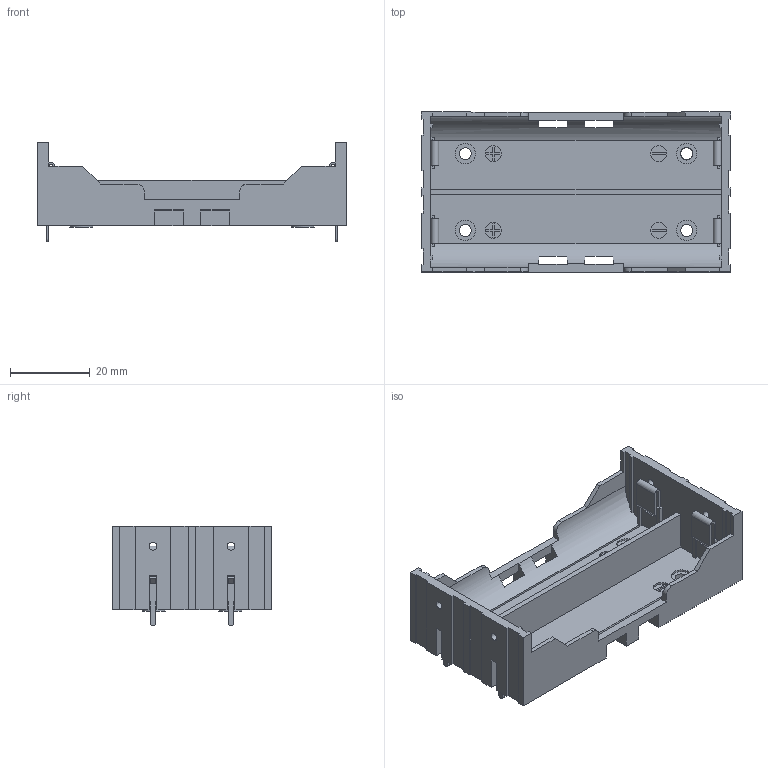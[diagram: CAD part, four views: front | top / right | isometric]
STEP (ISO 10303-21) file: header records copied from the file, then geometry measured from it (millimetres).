
FILE_DESCRIPTION (( 'STEP AP214' ), '1' );
FILE_NAME ('KLS5-18650-002-D.STEP', '2022-01-08T01:35:52', ( '' ), ( '' ), 'SwSTEP 2.0', 'SolidWorks 2021', '' );
FILE_SCHEMA (( 'AUTOMOTIVE_DESIGN' ));
Length unit declared in the file: millimetre
Products named in the file (3): KLS5-18650-002-D_Plastic; KLS5-18650-002-D; KLS5-18650-002-D_Me
Assembly tree (5 placements, depth 2):
  KLS5-18650-002-D
    KLS5-18650-002-D_Plastic
    KLS5-18650-002-D_Me  x4
Bounding box: 77.8 x 40.2 x 25 mm (x, y, z)
Volume: 12517.2 mm3; surface area: 15449 mm2
Topology: 5 solids, 5 shells, 411 faces, 1180 edges, 780 vertices
Faces by surface type: plane 311, cylinder 100
Entity records: 10507 total; most frequent: CARTESIAN_POINT 1891, ORIENTED_EDGE 1826, DIRECTION 1697, EDGE_CURVE 913, VECTOR 761, LINE 761, VERTEX_POINT 606, AXIS2_PLACEMENT_3D 468
